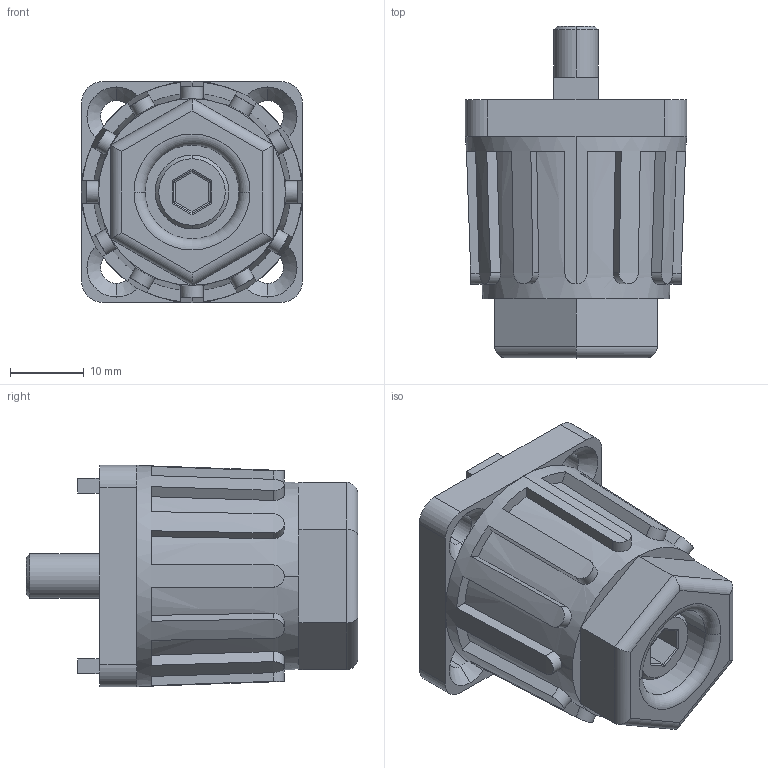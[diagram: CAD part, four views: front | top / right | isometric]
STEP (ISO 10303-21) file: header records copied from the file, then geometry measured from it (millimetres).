
FILE_DESCRIPTION (( 'STEP AP214' ), '1' );
FILE_NAME ('BASE06E1676-Pied réglable 6 PA.step', '2023-03-24T09:24:39', ( 'Altae' ), ( '' ), 'SwSTEP 2.0', 'SolidWorks 2021', '' );
FILE_SCHEMA (( 'AUTOMOTIVE_DESIGN' ));
Length unit declared in the file: millimetre
Products named in the file (4): 01^BASE06E1676-Pied réglable 6 PA; BASE06E1676-Pied réglable 6 PA; 03^BASE06E1676-Pied réglable 6 PA; 02^BASE06E1676-Pied réglable 6 PA
Assembly tree (3 placements, depth 2):
  BASE06E1676-Pied réglable 6 PA
    01^BASE06E1676-Pied réglable 6 PA
    02^BASE06E1676-Pied réglable 6 PA
    03^BASE06E1676-Pied réglable 6 PA
Bounding box: 30 x 45 x 30 mm (x, y, z)
Volume: 17489.2 mm3; surface area: 13470.8 mm2
Topology: 3 solids, 3 shells, 190 faces, 460 edges, 288 vertices
Faces by surface type: plane 98, cylinder 64, cone 24, torus 4
Entity records: 6360 total; most frequent: CARTESIAN_POINT 1842, ORIENTED_EDGE 920, DIRECTION 892, EDGE_CURVE 460, AXIS2_PLACEMENT_3D 330, VERTEX_POINT 288, LINE 232, VECTOR 232
